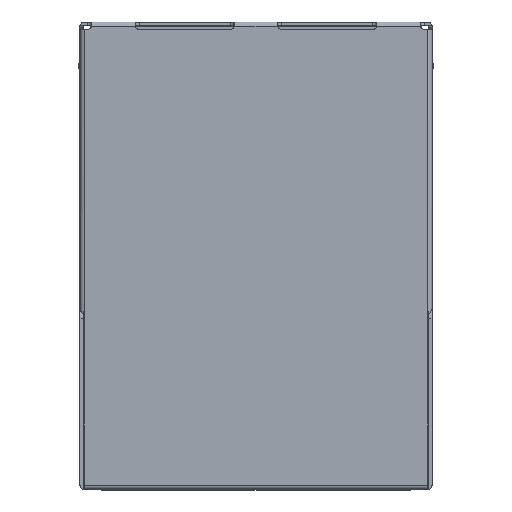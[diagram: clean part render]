
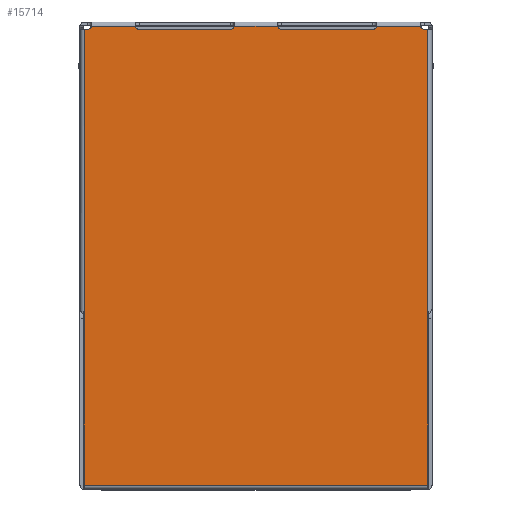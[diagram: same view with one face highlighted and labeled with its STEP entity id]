
A CAD part, top view. The second image highlights one B-rep face of the part: STEP entity #15714.
In plain terms, the highlighted planar face has unit normal (0, 0, 1).
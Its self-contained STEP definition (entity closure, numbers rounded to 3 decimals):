
#1175=FACE_OUTER_BOUND('',#2075,.T.);
#2075=EDGE_LOOP('',(#13116,#13117,#13118,#13119,#13120,#13121,#13122,#13123,
#13124,#13125,#13126,#13127,#13128,#13129,#13130,#13131,#13132,#13133));
#2901=CIRCLE('',#17114,0.175);
#2902=CIRCLE('',#17115,0.175);
#2903=CIRCLE('',#17116,0.175);
#2904=CIRCLE('',#17117,0.175);
#2905=CIRCLE('',#17118,0.175);
#2906=CIRCLE('',#17119,0.175);
#4235=LINE('',#26292,#5736);
#4236=LINE('',#26294,#5737);
#4237=LINE('',#26296,#5738);
#4238=LINE('',#26298,#5739);
#4239=LINE('',#26300,#5740);
#4240=LINE('',#26302,#5741);
#4241=LINE('',#26306,#5742);
#4242=LINE('',#26310,#5743);
#4243=LINE('',#26314,#5744);
#4244=LINE('',#26318,#5745);
#4245=LINE('',#26322,#5746);
#4246=LINE('',#26325,#5747);
#5736=VECTOR('',#20908,1.);
#5737=VECTOR('',#20909,1.);
#5738=VECTOR('',#20910,1.);
#5739=VECTOR('',#20911,1.);
#5740=VECTOR('',#20912,1.);
#5741=VECTOR('',#20913,1.);
#5742=VECTOR('',#20916,1.);
#5743=VECTOR('',#20919,1.);
#5744=VECTOR('',#20922,1.);
#5745=VECTOR('',#20925,1.);
#5746=VECTOR('',#20928,1.);
#5747=VECTOR('',#20931,1.);
#7287=VERTEX_POINT('',#26290);
#7288=VERTEX_POINT('',#26291);
#7289=VERTEX_POINT('',#26293);
#7290=VERTEX_POINT('',#26295);
#7291=VERTEX_POINT('',#26297);
#7292=VERTEX_POINT('',#26299);
#7293=VERTEX_POINT('',#26301);
#7294=VERTEX_POINT('',#26303);
#7295=VERTEX_POINT('',#26305);
#7296=VERTEX_POINT('',#26307);
#7297=VERTEX_POINT('',#26309);
#7298=VERTEX_POINT('',#26311);
#7299=VERTEX_POINT('',#26313);
#7300=VERTEX_POINT('',#26315);
#7301=VERTEX_POINT('',#26317);
#7302=VERTEX_POINT('',#26319);
#7303=VERTEX_POINT('',#26321);
#7304=VERTEX_POINT('',#26323);
#9326=EDGE_CURVE('',#7287,#7288,#4235,.T.);
#9327=EDGE_CURVE('',#7288,#7289,#4236,.T.);
#9328=EDGE_CURVE('',#7289,#7290,#4237,.T.);
#9329=EDGE_CURVE('',#7291,#7290,#4238,.T.);
#9330=EDGE_CURVE('',#7291,#7292,#4239,.T.);
#9331=EDGE_CURVE('',#7293,#7292,#4240,.T.);
#9332=EDGE_CURVE('',#7293,#7294,#2901,.T.);
#9333=EDGE_CURVE('',#7294,#7295,#4241,.T.);
#9334=EDGE_CURVE('',#7295,#7296,#2902,.T.);
#9335=EDGE_CURVE('',#7297,#7296,#4242,.T.);
#9336=EDGE_CURVE('',#7297,#7298,#2903,.T.);
#9337=EDGE_CURVE('',#7298,#7299,#4243,.T.);
#9338=EDGE_CURVE('',#7299,#7300,#2904,.T.);
#9339=EDGE_CURVE('',#7301,#7300,#4244,.T.);
#9340=EDGE_CURVE('',#7301,#7302,#2905,.T.);
#9341=EDGE_CURVE('',#7302,#7303,#4245,.T.);
#9342=EDGE_CURVE('',#7303,#7304,#2906,.T.);
#9343=EDGE_CURVE('',#7304,#7287,#4246,.T.);
#13116=ORIENTED_EDGE('',*,*,#9326,.T.);
#13117=ORIENTED_EDGE('',*,*,#9327,.T.);
#13118=ORIENTED_EDGE('',*,*,#9328,.T.);
#13119=ORIENTED_EDGE('',*,*,#9329,.F.);
#13120=ORIENTED_EDGE('',*,*,#9330,.T.);
#13121=ORIENTED_EDGE('',*,*,#9331,.F.);
#13122=ORIENTED_EDGE('',*,*,#9332,.T.);
#13123=ORIENTED_EDGE('',*,*,#9333,.T.);
#13124=ORIENTED_EDGE('',*,*,#9334,.T.);
#13125=ORIENTED_EDGE('',*,*,#9335,.F.);
#13126=ORIENTED_EDGE('',*,*,#9336,.T.);
#13127=ORIENTED_EDGE('',*,*,#9337,.T.);
#13128=ORIENTED_EDGE('',*,*,#9338,.T.);
#13129=ORIENTED_EDGE('',*,*,#9339,.F.);
#13130=ORIENTED_EDGE('',*,*,#9340,.T.);
#13131=ORIENTED_EDGE('',*,*,#9341,.T.);
#13132=ORIENTED_EDGE('',*,*,#9342,.T.);
#13133=ORIENTED_EDGE('',*,*,#9343,.T.);
#15027=PLANE('',#17113);
#15714=ADVANCED_FACE('',(#1175),#15027,.T.);
#17113=AXIS2_PLACEMENT_3D('',#26289,#20906,#20907);
#17114=AXIS2_PLACEMENT_3D('',#26304,#20914,#20915);
#17115=AXIS2_PLACEMENT_3D('',#26308,#20917,#20918);
#17116=AXIS2_PLACEMENT_3D('',#26312,#20920,#20921);
#17117=AXIS2_PLACEMENT_3D('',#26316,#20923,#20924);
#17118=AXIS2_PLACEMENT_3D('',#26320,#20926,#20927);
#17119=AXIS2_PLACEMENT_3D('',#26324,#20929,#20930);
#20906=DIRECTION('center_axis',(0.,0.,1.));
#20907=DIRECTION('ref_axis',(1.,0.,0.));
#20908=DIRECTION('',(0.,-1.,0.));
#20909=DIRECTION('',(0.,-1.,0.));
#20910=DIRECTION('',(1.,0.,0.));
#20911=DIRECTION('',(0.,-1.,0.));
#20912=DIRECTION('',(0.,1.,0.));
#20913=DIRECTION('',(1.,0.,0.));
#20914=DIRECTION('center_axis',(0.,0.,-1.));
#20915=DIRECTION('ref_axis',(1.,0.,0.));
#20916=DIRECTION('',(-1.,0.,0.));
#20917=DIRECTION('center_axis',(0.,0.,-1.));
#20918=DIRECTION('ref_axis',(1.,0.,0.));
#20919=DIRECTION('',(1.,0.,0.));
#20920=DIRECTION('center_axis',(0.,0.,-1.));
#20921=DIRECTION('ref_axis',(1.,0.,0.));
#20922=DIRECTION('',(-1.,0.,0.));
#20923=DIRECTION('center_axis',(0.,0.,-1.));
#20924=DIRECTION('ref_axis',(1.,0.,0.));
#20925=DIRECTION('',(1.,0.,0.));
#20926=DIRECTION('center_axis',(0.,0.,-1.));
#20927=DIRECTION('ref_axis',(1.,0.,0.));
#20928=DIRECTION('',(-1.,0.,0.));
#20929=DIRECTION('center_axis',(0.,0.,-1.));
#20930=DIRECTION('ref_axis',(1.,0.,0.));
#20931=DIRECTION('',(-1.,0.,0.));
#26289=CARTESIAN_POINT('Origin',(0.,-2.231,13.5));
#26290=CARTESIAN_POINT('',(-7.82,8.077,13.5));
#26291=CARTESIAN_POINT('',(-7.82,-4.969,13.5));
#26292=CARTESIAN_POINT('',(-7.82,-2.231,13.5));
#26293=CARTESIAN_POINT('',(-7.82,-12.681,13.5));
#26294=CARTESIAN_POINT('',(-7.82,-12.881,13.5));
#26295=CARTESIAN_POINT('',(7.82,-12.681,13.5));
#26296=CARTESIAN_POINT('',(0.,-12.681,13.5));
#26297=CARTESIAN_POINT('',(7.82,-4.969,13.5));
#26298=CARTESIAN_POINT('',(7.82,-12.881,13.5));
#26299=CARTESIAN_POINT('',(7.82,8.077,13.5));
#26300=CARTESIAN_POINT('',(7.82,-2.231,13.5));
#26301=CARTESIAN_POINT('',(7.675,8.077,13.5));
#26302=CARTESIAN_POINT('',(7.82,8.077,13.5));
#26303=CARTESIAN_POINT('',(7.503,8.219,13.5));
#26304=CARTESIAN_POINT('Origin',(7.675,8.252,13.5));
#26305=CARTESIAN_POINT('',(5.497,8.219,13.5));
#26306=CARTESIAN_POINT('',(0.,8.219,13.5));
#26307=CARTESIAN_POINT('',(5.325,8.077,13.5));
#26308=CARTESIAN_POINT('Origin',(5.325,8.252,13.5));
#26309=CARTESIAN_POINT('',(1.175,8.077,13.5));
#26310=CARTESIAN_POINT('',(5.5,8.077,13.5));
#26311=CARTESIAN_POINT('',(1.003,8.219,13.5));
#26312=CARTESIAN_POINT('Origin',(1.175,8.252,13.5));
#26313=CARTESIAN_POINT('',(-1.003,8.219,13.5));
#26314=CARTESIAN_POINT('',(0.,8.219,13.5));
#26315=CARTESIAN_POINT('',(-1.175,8.077,13.5));
#26316=CARTESIAN_POINT('Origin',(-1.175,8.252,13.5));
#26317=CARTESIAN_POINT('',(-5.325,8.077,13.5));
#26318=CARTESIAN_POINT('',(-1.,8.077,13.5));
#26319=CARTESIAN_POINT('',(-5.497,8.219,13.5));
#26320=CARTESIAN_POINT('Origin',(-5.325,8.252,13.5));
#26321=CARTESIAN_POINT('',(-7.503,8.219,13.5));
#26322=CARTESIAN_POINT('',(0.,8.219,13.5));
#26323=CARTESIAN_POINT('',(-7.675,8.077,13.5));
#26324=CARTESIAN_POINT('Origin',(-7.675,8.252,13.5));
#26325=CARTESIAN_POINT('',(-7.82,8.077,13.5));
